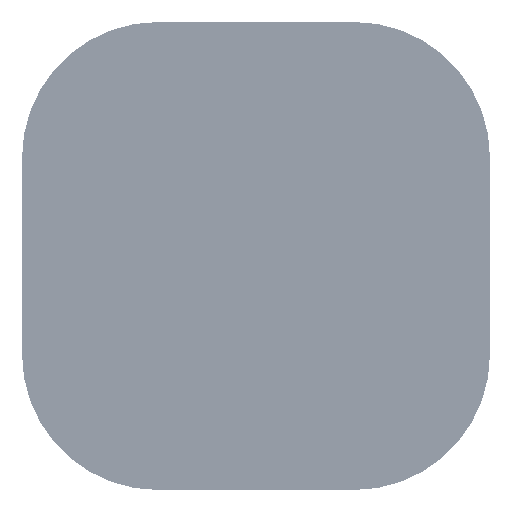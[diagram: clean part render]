
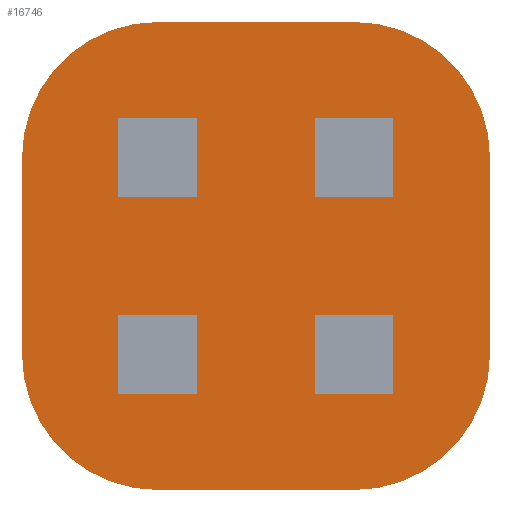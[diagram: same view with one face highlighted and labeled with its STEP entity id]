
A CAD part, front view. The second image highlights one B-rep face of the part: STEP entity #16746.
In plain terms, the highlighted planar face has unit normal (0, -1, 0).
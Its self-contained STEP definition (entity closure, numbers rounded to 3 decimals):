
#935 = CARTESIAN_POINT ( 'NONE',  ( 2675., 0., 1125. ) ) ;
#1009 = ORIENTED_EDGE ( 'NONE', *, *, #101833, .F. ) ;
#2345 = CARTESIAN_POINT ( 'NONE',  ( -1125., 0., -2675. ) ) ;
#5029 = VERTEX_POINT ( 'NONE', #20739 ) ;
#5445 = VERTEX_POINT ( 'NONE', #59672 ) ;
#9539 = CARTESIAN_POINT ( 'NONE',  ( 2675., 0., 1125. ) ) ;
#11129 = DIRECTION ( 'NONE',  ( 0., 1., 0. ) ) ;
#11889 = DIRECTION ( 'NONE',  ( 0., 1., 0. ) ) ;
#13344 = ORIENTED_EDGE ( 'NONE', *, *, #89411, .F. ) ;
#14119 = CARTESIAN_POINT ( 'NONE',  ( 1125., 0., -1125. ) ) ;
#14518 = VERTEX_POINT ( 'NONE', #61607 ) ;
#15061 = CARTESIAN_POINT ( 'NONE',  ( 1125., 0., -1125. ) ) ;
#15251 = EDGE_CURVE ( 'NONE', #5029, #50091, #103216, .T. ) ;
#16746 = ADVANCED_FACE ( 'NONE', ( #53342 ), #88601, .F. ) ;
#20739 = CARTESIAN_POINT ( 'NONE',  ( 1125., 0., 2675. ) ) ;
#20813 = EDGE_CURVE ( 'NONE', #45800, #49728, #52623, .T. ) ;
#22534 = DIRECTION ( 'NONE',  ( 0., 0., 1. ) ) ;
#23485 = DIRECTION ( 'NONE',  ( 0., 0., 1. ) ) ;
#25336 = CARTESIAN_POINT ( 'NONE',  ( -1125., 0., 2675. ) ) ;
#25619 = VERTEX_POINT ( 'NONE', #71133 ) ;
#26388 = DIRECTION ( 'NONE',  ( 0., 0., -1. ) ) ;
#26591 = VECTOR ( 'NONE', #26388, 1000. ) ;
#29796 = DIRECTION ( 'NONE',  ( 0., 1., 0. ) ) ;
#31353 = LINE ( 'NONE', #2345, #80636 ) ;
#33703 = DIRECTION ( 'NONE',  ( 1., 0., 0. ) ) ;
#35201 = AXIS2_PLACEMENT_3D ( 'NONE', #14119, #72136, #22534 ) ;
#36799 = ORIENTED_EDGE ( 'NONE', *, *, #15251, .F. ) ;
#37816 = VECTOR ( 'NONE', #65150, 1000. ) ;
#38114 = CIRCLE ( 'NONE', #90406, 1550. ) ;
#45800 = VERTEX_POINT ( 'NONE', #107362 ) ;
#47256 = ORIENTED_EDGE ( 'NONE', *, *, #20813, .F. ) ;
#49728 = VERTEX_POINT ( 'NONE', #56511 ) ;
#50091 = VERTEX_POINT ( 'NONE', #935 ) ;
#52623 = CIRCLE ( 'NONE', #71468, 1550. ) ;
#53342 = FACE_OUTER_BOUND ( 'NONE', #58278, .T. ) ;
#56511 = CARTESIAN_POINT ( 'NONE',  ( -2675., 0., -1125. ) ) ;
#56576 = AXIS2_PLACEMENT_3D ( 'NONE', #79433, #29796, #87867 ) ;
#56837 = CARTESIAN_POINT ( 'NONE',  ( -2675., 0., 1125. ) ) ;
#58129 = VECTOR ( 'NONE', #33703, 1000. ) ;
#58278 = EDGE_LOOP ( 'NONE', ( #13344, #99131, #36799, #58712, #79555, #1009, #47256, #97121 ) ) ;
#58712 = ORIENTED_EDGE ( 'NONE', *, *, #71165, .F. ) ;
#59672 = CARTESIAN_POINT ( 'NONE',  ( -1125., 0., 2675. ) ) ;
#60429 = CIRCLE ( 'NONE', #61664, 1550. ) ;
#60738 = LINE ( 'NONE', #25336, #58129 ) ;
#60905 = CARTESIAN_POINT ( 'NONE',  ( -1125., 0., -1125. ) ) ;
#61607 = CARTESIAN_POINT ( 'NONE',  ( 2675., 0., -1125. ) ) ;
#61609 = CARTESIAN_POINT ( 'NONE',  ( -1125., 0., 1125. ) ) ;
#61664 = AXIS2_PLACEMENT_3D ( 'NONE', #61609, #11889, #69951 ) ;
#65150 = DIRECTION ( 'NONE',  ( 0., 0., 1. ) ) ;
#68847 = DIRECTION ( 'NONE',  ( -1., 0., 0. ) ) ;
#69213 = DIRECTION ( 'NONE',  ( 0., 0., -1. ) ) ;
#69951 = DIRECTION ( 'NONE',  ( 0., 0., -1. ) ) ;
#70600 = LINE ( 'NONE', #9539, #26591 ) ;
#71133 = CARTESIAN_POINT ( 'NONE',  ( 1125., 0., -2675. ) ) ;
#71165 = EDGE_CURVE ( 'NONE', #5445, #5029, #60738, .T. ) ;
#71468 = AXIS2_PLACEMENT_3D ( 'NONE', #60905, #11129, #69213 ) ;
#72136 = DIRECTION ( 'NONE',  ( 0., 1., 0. ) ) ;
#73084 = DIRECTION ( 'NONE',  ( 0., 1., 0. ) ) ;
#75534 = EDGE_CURVE ( 'NONE', #25619, #45800, #31353, .T. ) ;
#77525 = VERTEX_POINT ( 'NONE', #77918 ) ;
#77918 = CARTESIAN_POINT ( 'NONE',  ( -2675., 0., 1125. ) ) ;
#79433 = CARTESIAN_POINT ( 'NONE',  ( 1125., 0., 1125. ) ) ;
#79555 = ORIENTED_EDGE ( 'NONE', *, *, #87210, .F. ) ;
#80636 = VECTOR ( 'NONE', #68847, 1000. ) ;
#82209 = EDGE_CURVE ( 'NONE', #50091, #14518, #70600, .T. ) ;
#87210 = EDGE_CURVE ( 'NONE', #77525, #5445, #60429, .T. ) ;
#87867 = DIRECTION ( 'NONE',  ( 0., 0., 1. ) ) ;
#88601 = PLANE ( 'NONE',  #35201 ) ;
#89411 = EDGE_CURVE ( 'NONE', #14518, #25619, #38114, .T. ) ;
#90406 = AXIS2_PLACEMENT_3D ( 'NONE', #15061, #73084, #23485 ) ;
#97121 = ORIENTED_EDGE ( 'NONE', *, *, #75534, .F. ) ;
#99131 = ORIENTED_EDGE ( 'NONE', *, *, #82209, .F. ) ;
#101833 = EDGE_CURVE ( 'NONE', #49728, #77525, #104268, .T. ) ;
#103216 = CIRCLE ( 'NONE', #56576, 1550. ) ;
#104268 = LINE ( 'NONE', #56837, #37816 ) ;
#107362 = CARTESIAN_POINT ( 'NONE',  ( -1125., 0., -2675. ) ) ;
